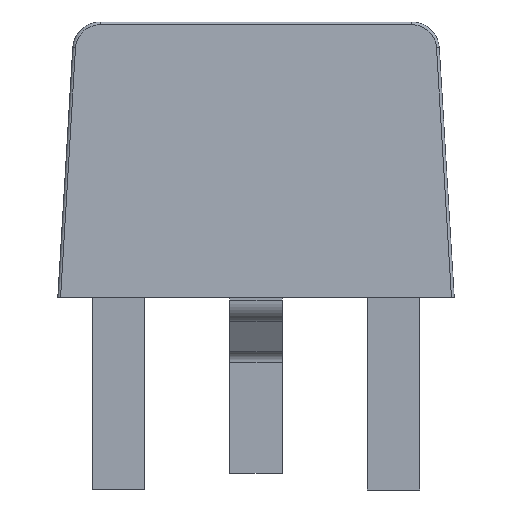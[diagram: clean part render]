
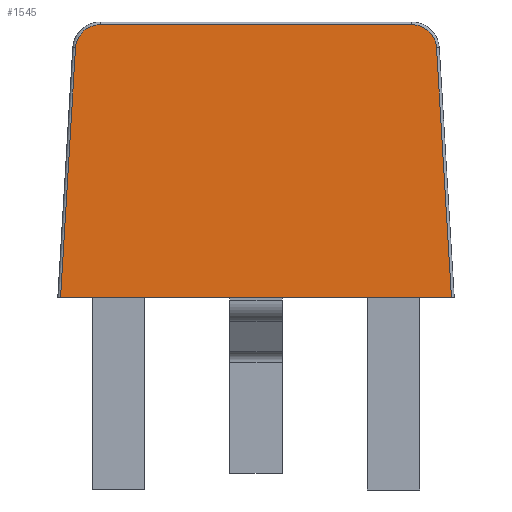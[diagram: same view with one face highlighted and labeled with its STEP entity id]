
A CAD part, left-side view. The second image highlights one B-rep face of the part: STEP entity #1545.
In plain terms, the highlighted planar face has unit normal (-0.999, 0, 0.04).
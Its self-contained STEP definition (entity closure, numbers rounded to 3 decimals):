
#26 = CARTESIAN_POINT ( 'NONE',  ( -3., 7.2, 0. ) ) ;
#29 = DIRECTION ( 'NONE',  ( 0., -1., 0. ) ) ;
#45 = ORIENTED_EDGE ( 'NONE', *, *, #1115, .T. ) ;
#47 = CARTESIAN_POINT ( 'NONE',  ( -3., 0.05, 0. ) ) ;
#95 = CARTESIAN_POINT ( 'NONE',  ( -2.802, 6.429, 4.952 ) ) ;
#122 = CARTESIAN_POINT ( 'NONE',  ( -2.802, 0.771, 4.952 ) ) ;
#137 = DIRECTION ( 'NONE',  ( -0.04, 0.06, -0.997 ) ) ;
#162 = DIRECTION ( 'NONE',  ( 0.999, 0., -0.04 ) ) ;
#231 =( BOUNDED_CURVE ( )  B_SPLINE_CURVE ( 3, ( #1196, #1623, #366, #1201 ),
 .UNSPECIFIED., .F., .T. ) 
 B_SPLINE_CURVE_WITH_KNOTS ( ( 4, 4 ),
 ( 1.631, 3.142 ),
 .UNSPECIFIED. ) 
 CURVE ( )  GEOMETRIC_REPRESENTATION_ITEM ( )  RATIONAL_B_SPLINE_CURVE ( ( 1., 0.819, 0.819, 1. ) ) 
 REPRESENTATION_ITEM ( '' )  );
#238 = EDGE_CURVE ( 'NONE', #1500, #1446, #364, .T. ) ;
#245 = VECTOR ( 'NONE', #1464, 1000. ) ;
#290 = CARTESIAN_POINT ( 'NONE',  ( -2.819, 0.322, 4.529 ) ) ;
#298 = FACE_OUTER_BOUND ( 'NONE', #305, .T. ) ;
#305 = EDGE_LOOP ( 'NONE', ( #401, #569, #45, #1653, #1625, #1015 ) ) ;
#315 = CARTESIAN_POINT ( 'NONE',  ( -2.983, 0.076, 0.427 ) ) ;
#316 = VECTOR ( 'NONE', #29, 1000. ) ;
#334 = CARTESIAN_POINT ( 'NONE',  ( -2.802, 6.68, 4.952 ) ) ;
#364 = LINE ( 'NONE', #315, #1210 ) ;
#366 = CARTESIAN_POINT ( 'NONE',  ( -2.802, 0.52, 4.952 ) ) ;
#401 = ORIENTED_EDGE ( 'NONE', *, *, #1156, .T. ) ;
#409 = AXIS2_PLACEMENT_3D ( 'NONE', #1000, #162, #1279 ) ;
#436 = LINE ( 'NONE', #26, #316 ) ;
#468 = CARTESIAN_POINT ( 'NONE',  ( -2.819, 6.878, 4.529 ) ) ;
#515 = CARTESIAN_POINT ( 'NONE',  ( -2.802, 7.2, 4.952 ) ) ;
#549 = LINE ( 'NONE', #1675, #1611 ) ;
#569 = ORIENTED_EDGE ( 'NONE', *, *, #1456, .T. ) ;
#601 = CARTESIAN_POINT ( 'NONE',  ( -2.809, 6.863, 4.78 ) ) ;
#669 =( BOUNDED_CURVE ( )  B_SPLINE_CURVE ( 3, ( #1592, #334, #601, #468 ),
 .UNSPECIFIED., .F., .T. ) 
 B_SPLINE_CURVE_WITH_KNOTS ( ( 4, 4 ),
 ( 3.142, 4.652 ),
 .UNSPECIFIED. ) 
 CURVE ( )  GEOMETRIC_REPRESENTATION_ITEM ( )  RATIONAL_B_SPLINE_CURVE ( ( 1., 0.819, 0.819, 1. ) ) 
 REPRESENTATION_ITEM ( '' )  );
#674 = EDGE_CURVE ( 'NONE', #1036, #1226, #936, .T. ) ;
#783 = CARTESIAN_POINT ( 'NONE',  ( -3., 7.15, 0. ) ) ;
#936 = LINE ( 'NONE', #515, #245 ) ;
#1000 = CARTESIAN_POINT ( 'NONE',  ( -3., 7.2, 0. ) ) ;
#1015 = ORIENTED_EDGE ( 'NONE', *, *, #674, .T. ) ;
#1036 = VERTEX_POINT ( 'NONE', #122 ) ;
#1115 = EDGE_CURVE ( 'NONE', #1759, #1500, #436, .T. ) ;
#1125 = VERTEX_POINT ( 'NONE', #1402 ) ;
#1128 = PLANE ( 'NONE',  #409 ) ;
#1156 = EDGE_CURVE ( 'NONE', #1226, #1125, #669, .T. ) ;
#1196 = CARTESIAN_POINT ( 'NONE',  ( -2.819, 0.322, 4.529 ) ) ;
#1201 = CARTESIAN_POINT ( 'NONE',  ( -2.802, 0.771, 4.952 ) ) ;
#1210 = VECTOR ( 'NONE', #1291, 1000. ) ;
#1226 = VERTEX_POINT ( 'NONE', #95 ) ;
#1279 = DIRECTION ( 'NONE',  ( -0.04, 0., -0.999 ) ) ;
#1291 = DIRECTION ( 'NONE',  ( 0.04, 0.06, 0.997 ) ) ;
#1402 = CARTESIAN_POINT ( 'NONE',  ( -2.819, 6.878, 4.529 ) ) ;
#1446 = VERTEX_POINT ( 'NONE', #290 ) ;
#1456 = EDGE_CURVE ( 'NONE', #1125, #1759, #549, .T. ) ;
#1464 = DIRECTION ( 'NONE',  ( 0., 1., 0. ) ) ;
#1500 = VERTEX_POINT ( 'NONE', #47 ) ;
#1545 = ADVANCED_FACE ( 'NONE', ( #298 ), #1128, .F. ) ;
#1592 = CARTESIAN_POINT ( 'NONE',  ( -2.802, 6.429, 4.952 ) ) ;
#1611 = VECTOR ( 'NONE', #137, 1000. ) ;
#1623 = CARTESIAN_POINT ( 'NONE',  ( -2.809, 0.337, 4.78 ) ) ;
#1625 = ORIENTED_EDGE ( 'NONE', *, *, #1720, .T. ) ;
#1653 = ORIENTED_EDGE ( 'NONE', *, *, #238, .T. ) ;
#1675 = CARTESIAN_POINT ( 'NONE',  ( -3., 7.15, -0.003 ) ) ;
#1720 = EDGE_CURVE ( 'NONE', #1446, #1036, #231, .T. ) ;
#1759 = VERTEX_POINT ( 'NONE', #783 ) ;
